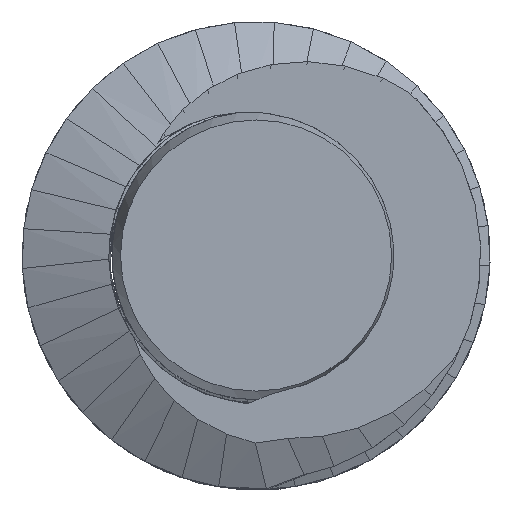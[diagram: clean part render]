
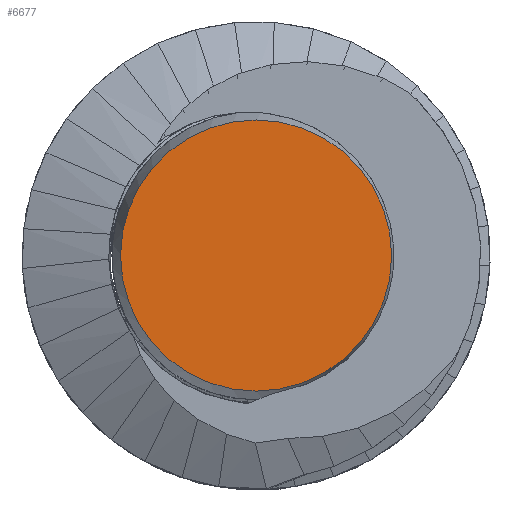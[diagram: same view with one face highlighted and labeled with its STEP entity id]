
A CAD part, top view. The second image highlights one B-rep face of the part: STEP entity #6677.
In plain terms, the highlighted planar face has unit normal (0, 0, 1).
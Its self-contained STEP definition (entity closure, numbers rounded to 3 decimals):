
#707 = CONICAL_SURFACE('',#708,2.1,0.029);
#708 = AXIS2_PLACEMENT_3D('',#709,#710,#711);
#709 = CARTESIAN_POINT('',(0.,0.,3.411));
#710 = DIRECTION('',(0.,0.,1.));
#711 = DIRECTION('',(1.,0.,-0.));
#3566 = VERTEX_POINT('',#3567);
#3567 = CARTESIAN_POINT('',(2.111,0.,3.8));
#3590 = EDGE_CURVE('',#3566,#3566,#3591,.T.);
#3591 = SURFACE_CURVE('',#3592,(#3597,#3604),.PCURVE_S1.);
#3592 = CIRCLE('',#3593,2.111);
#3593 = AXIS2_PLACEMENT_3D('',#3594,#3595,#3596);
#3594 = CARTESIAN_POINT('',(0.,0.,3.8));
#3595 = DIRECTION('',(0.,0.,1.));
#3596 = DIRECTION('',(1.,0.,-0.));
#3597 = PCURVE('',#707,#3598);
#3598 = DEFINITIONAL_REPRESENTATION('',(#3599),#3603);
#3599 = LINE('',#3600,#3601);
#3600 = CARTESIAN_POINT('',(0.,0.389));
#3601 = VECTOR('',#3602,1.);
#3602 = DIRECTION('',(1.,0.));
#3603 = ( GEOMETRIC_REPRESENTATION_CONTEXT(2) 
PARAMETRIC_REPRESENTATION_CONTEXT() REPRESENTATION_CONTEXT('2D SPACE',''
  ) );
#3604 = PCURVE('',#3605,#3610);
#3605 = PLANE('',#3606);
#3606 = AXIS2_PLACEMENT_3D('',#3607,#3608,#3609);
#3607 = CARTESIAN_POINT('',(-7.,-7.,3.8));
#3608 = DIRECTION('',(0.,0.,1.));
#3609 = DIRECTION('',(1.,0.,0.));
#3610 = DEFINITIONAL_REPRESENTATION('',(#3611),#3615);
#3611 = CIRCLE('',#3612,2.111);
#3612 = AXIS2_PLACEMENT_2D('',#3613,#3614);
#3613 = CARTESIAN_POINT('',(7.,7.));
#3614 = DIRECTION('',(1.,0.));
#3615 = ( GEOMETRIC_REPRESENTATION_CONTEXT(2) 
PARAMETRIC_REPRESENTATION_CONTEXT() REPRESENTATION_CONTEXT('2D SPACE',''
  ) );
#6677 = ADVANCED_FACE('',(#6678),#3605,.T.);
#6678 = FACE_BOUND('',#6679,.T.);
#6679 = EDGE_LOOP('',(#6680));
#6680 = ORIENTED_EDGE('',*,*,#3590,.T.);
